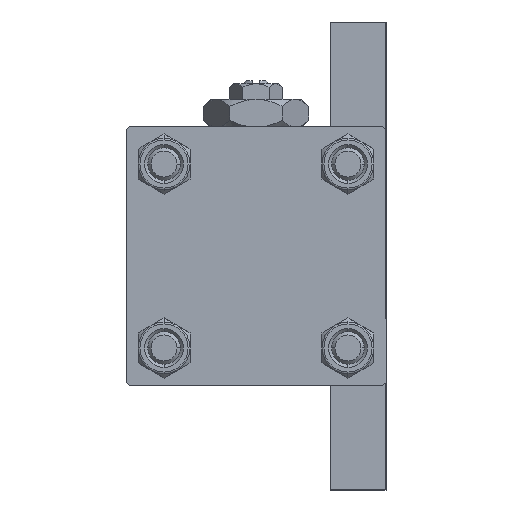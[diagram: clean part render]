
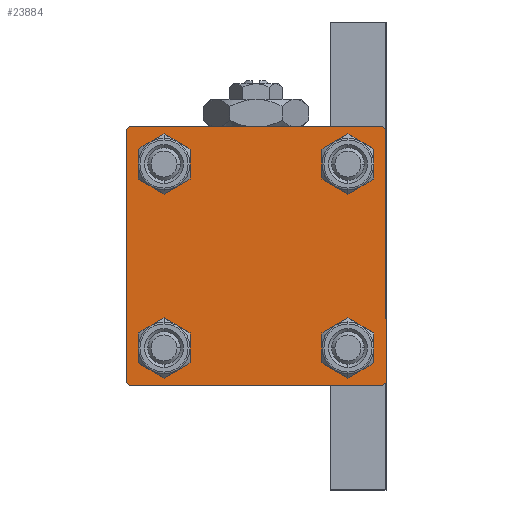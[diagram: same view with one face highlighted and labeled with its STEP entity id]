
A CAD part, left-side view. The second image highlights one B-rep face of the part: STEP entity #23884.
In plain terms, the highlighted planar face has unit normal (-1, 0, 0).
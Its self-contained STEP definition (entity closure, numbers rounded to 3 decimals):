
#19 = VECTOR ( 'NONE', #36313, 1000. ) ;
#359 = DIRECTION ( 'NONE',  ( 1., 0., 0. ) ) ;
#408 = ORIENTED_EDGE ( 'NONE', *, *, #771, .T. ) ;
#771 = EDGE_CURVE ( 'NONE', #32650, #16031, #33796, .T. ) ;
#1239 = ORIENTED_EDGE ( 'NONE', *, *, #34390, .T. ) ;
#1351 = CIRCLE ( 'NONE', #7840, 3. ) ;
#1787 = CARTESIAN_POINT ( 'NONE',  ( 0., -14.15, -17.15 ) ) ;
#1790 = EDGE_LOOP ( 'NONE', ( #16974, #3610 ) ) ;
#1951 = VECTOR ( 'NONE', #41469, 1000. ) ;
#2101 = ORIENTED_EDGE ( 'NONE', *, *, #39465, .T. ) ;
#2246 = EDGE_CURVE ( 'NONE', #45653, #37947, #2622, .T. ) ;
#2283 = VECTOR ( 'NONE', #19561, 1000. ) ;
#2322 = VERTEX_POINT ( 'NONE', #7951 ) ;
#2524 = ORIENTED_EDGE ( 'NONE', *, *, #48667, .T. ) ;
#2622 = LINE ( 'NONE', #18105, #1951 ) ;
#2968 = EDGE_LOOP ( 'NONE', ( #14896, #15396 ) ) ;
#3455 = DIRECTION ( 'NONE',  ( 1., 0., 0. ) ) ;
#3610 = ORIENTED_EDGE ( 'NONE', *, *, #29724, .T. ) ;
#5937 = DIRECTION ( 'NONE',  ( 0., 0., -1. ) ) ;
#6278 = DIRECTION ( 'NONE',  ( 0., 0., 1. ) ) ;
#6297 = CARTESIAN_POINT ( 'NONE',  ( 0., -20., -19.5 ) ) ;
#6782 = ORIENTED_EDGE ( 'NONE', *, *, #19174, .T. ) ;
#7156 = DIRECTION ( 'NONE',  ( 1., 0., 0. ) ) ;
#7362 = VERTEX_POINT ( 'NONE', #32700 ) ;
#7513 = VECTOR ( 'NONE', #33024, 1000. ) ;
#7757 = CARTESIAN_POINT ( 'NONE',  ( 0., 14.15, -14.15 ) ) ;
#7790 = CIRCLE ( 'NONE', #14275, 3. ) ;
#7840 = AXIS2_PLACEMENT_3D ( 'NONE', #26947, #41430, #22395 ) ;
#7951 = CARTESIAN_POINT ( 'NONE',  ( 0., 14.15, 11.15 ) ) ;
#8501 = EDGE_LOOP ( 'NONE', ( #19667, #6782 ) ) ;
#8545 = CIRCLE ( 'NONE', #35346, 3. ) ;
#9037 = DIRECTION ( 'NONE',  ( 0., 0., 1. ) ) ;
#9211 = VERTEX_POINT ( 'NONE', #17564 ) ;
#9275 = DIRECTION ( 'NONE',  ( 1., 0., 0. ) ) ;
#9331 = EDGE_CURVE ( 'NONE', #21937, #44077, #14686, .T. ) ;
#9601 = EDGE_CURVE ( 'NONE', #31641, #37947, #9872, .T. ) ;
#9662 = VERTEX_POINT ( 'NONE', #35240 ) ;
#9761 = LINE ( 'NONE', #48344, #31537 ) ;
#9872 = LINE ( 'NONE', #10380, #37716 ) ;
#10143 = DIRECTION ( 'NONE',  ( 0., 0., 1. ) ) ;
#10380 = CARTESIAN_POINT ( 'NONE',  ( 0., 20., 20. ) ) ;
#10873 = CARTESIAN_POINT ( 'NONE',  ( 0., 20., -20. ) ) ;
#11695 = ORIENTED_EDGE ( 'NONE', *, *, #9601, .F. ) ;
#11725 = AXIS2_PLACEMENT_3D ( 'NONE', #42263, #22966, #30829 ) ;
#11790 = FACE_OUTER_BOUND ( 'NONE', #31861, .T. ) ;
#12046 = FACE_BOUND ( 'NONE', #2968, .T. ) ;
#12162 = CARTESIAN_POINT ( 'NONE',  ( 0., -14.15, 11.15 ) ) ;
#14275 = AXIS2_PLACEMENT_3D ( 'NONE', #7757, #3455, #34413 ) ;
#14508 = CARTESIAN_POINT ( 'NONE',  ( 0., -20., 19.5 ) ) ;
#14648 = CARTESIAN_POINT ( 'NONE',  ( 0., 14.15, 14.15 ) ) ;
#14686 = LINE ( 'NONE', #10873, #49048 ) ;
#14780 = EDGE_CURVE ( 'NONE', #9211, #18983, #7790, .T. ) ;
#14896 = ORIENTED_EDGE ( 'NONE', *, *, #14780, .T. ) ;
#15396 = ORIENTED_EDGE ( 'NONE', *, *, #36480, .T. ) ;
#15665 = EDGE_CURVE ( 'NONE', #45653, #49093, #9761, .T. ) ;
#15708 = CARTESIAN_POINT ( 'NONE',  ( 0., 20., -19.5 ) ) ;
#16031 = VERTEX_POINT ( 'NONE', #15708 ) ;
#16426 = AXIS2_PLACEMENT_3D ( 'NONE', #36452, #9275, #28825 ) ;
#16905 = EDGE_CURVE ( 'NONE', #9662, #23170, #38238, .T. ) ;
#16974 = ORIENTED_EDGE ( 'NONE', *, *, #21568, .T. ) ;
#17544 = LINE ( 'NONE', #17789, #7513 ) ;
#17564 = CARTESIAN_POINT ( 'NONE',  ( 0., 14.15, -11.15 ) ) ;
#17789 = CARTESIAN_POINT ( 'NONE',  ( 0., 19.75, 19.75 ) ) ;
#18105 = CARTESIAN_POINT ( 'NONE',  ( 0., -19.75, 19.75 ) ) ;
#18569 = DIRECTION ( 'NONE',  ( 0., 0., -1. ) ) ;
#18911 = FACE_BOUND ( 'NONE', #1790, .T. ) ;
#18977 = DIRECTION ( 'NONE',  ( 1., 0., 0. ) ) ;
#18983 = VERTEX_POINT ( 'NONE', #34197 ) ;
#19169 = FACE_BOUND ( 'NONE', #22157, .T. ) ;
#19174 = EDGE_CURVE ( 'NONE', #23170, #9662, #24547, .T. ) ;
#19423 = PLANE ( 'NONE',  #11725 ) ;
#19485 = CARTESIAN_POINT ( 'NONE',  ( 0., -14.15, -11.15 ) ) ;
#19561 = DIRECTION ( 'NONE',  ( 0., -0.707, -0.707 ) ) ;
#19667 = ORIENTED_EDGE ( 'NONE', *, *, #16905, .T. ) ;
#19918 = FACE_BOUND ( 'NONE', #8501, .T. ) ;
#20065 = LINE ( 'NONE', #38853, #2283 ) ;
#20451 = CARTESIAN_POINT ( 'NONE',  ( 0., -19.5, 20. ) ) ;
#20569 = CIRCLE ( 'NONE', #45713, 3. ) ;
#20845 = LINE ( 'NONE', #32493, #19 ) ;
#21568 = EDGE_CURVE ( 'NONE', #23674, #30556, #20569, .T. ) ;
#21584 = CARTESIAN_POINT ( 'NONE',  ( 0., -14.15, -14.15 ) ) ;
#21937 = VERTEX_POINT ( 'NONE', #47737 ) ;
#22157 = EDGE_LOOP ( 'NONE', ( #24768, #2524 ) ) ;
#22395 = DIRECTION ( 'NONE',  ( 0., 0., 1. ) ) ;
#22661 = DIRECTION ( 'NONE',  ( 0., 0., 1. ) ) ;
#22966 = DIRECTION ( 'NONE',  ( -1., 0., 0. ) ) ;
#23170 = VERTEX_POINT ( 'NONE', #12162 ) ;
#23674 = VERTEX_POINT ( 'NONE', #19485 ) ;
#23884 = ADVANCED_FACE ( 'NONE', ( #19918, #18911, #12046, #19169, #11790 ), #19423, .T. ) ;
#24547 = CIRCLE ( 'NONE', #16426, 3. ) ;
#24768 = ORIENTED_EDGE ( 'NONE', *, *, #41885, .T. ) ;
#25564 = DIRECTION ( 'NONE',  ( 1., 0., 0. ) ) ;
#26270 = ORIENTED_EDGE ( 'NONE', *, *, #15665, .F. ) ;
#26671 = CARTESIAN_POINT ( 'NONE',  ( 0., 19.5, 20. ) ) ;
#26947 = CARTESIAN_POINT ( 'NONE',  ( 0., 14.15, 14.15 ) ) ;
#28825 = DIRECTION ( 'NONE',  ( 0., 0., 1. ) ) ;
#28842 = CARTESIAN_POINT ( 'NONE',  ( 0., 14.15, -14.15 ) ) ;
#29064 = AXIS2_PLACEMENT_3D ( 'NONE', #28842, #44343, #9037 ) ;
#29724 = EDGE_CURVE ( 'NONE', #30556, #23674, #8545, .T. ) ;
#30556 = VERTEX_POINT ( 'NONE', #1787 ) ;
#30829 = DIRECTION ( 'NONE',  ( 0., 0., 1. ) ) ;
#31240 = ORIENTED_EDGE ( 'NONE', *, *, #2246, .T. ) ;
#31537 = VECTOR ( 'NONE', #5937, 1000. ) ;
#31641 = VERTEX_POINT ( 'NONE', #26671 ) ;
#31861 = EDGE_LOOP ( 'NONE', ( #408, #1239, #49888, #2101, #26270, #31240, #11695, #44671 ) ) ;
#32493 = CARTESIAN_POINT ( 'NONE',  ( 0., -19.75, -19.75 ) ) ;
#32496 = AXIS2_PLACEMENT_3D ( 'NONE', #49550, #7156, #22661 ) ;
#32650 = VERTEX_POINT ( 'NONE', #37686 ) ;
#32700 = CARTESIAN_POINT ( 'NONE',  ( 0., 14.15, 17.15 ) ) ;
#33024 = DIRECTION ( 'NONE',  ( 0., 0.707, -0.707 ) ) ;
#33796 = LINE ( 'NONE', #49278, #39972 ) ;
#33928 = CIRCLE ( 'NONE', #29064, 3. ) ;
#34197 = CARTESIAN_POINT ( 'NONE',  ( 0., 14.15, -17.15 ) ) ;
#34390 = EDGE_CURVE ( 'NONE', #16031, #21937, #20065, .T. ) ;
#34413 = DIRECTION ( 'NONE',  ( 0., 0., 1. ) ) ;
#34742 = DIRECTION ( 'NONE',  ( 0., -1., 0. ) ) ;
#34882 = CARTESIAN_POINT ( 'NONE',  ( 0., -14.15, -14.15 ) ) ;
#35240 = CARTESIAN_POINT ( 'NONE',  ( 0., -14.15, 17.15 ) ) ;
#35346 = AXIS2_PLACEMENT_3D ( 'NONE', #21584, #18977, #10143 ) ;
#36313 = DIRECTION ( 'NONE',  ( 0., -0.707, 0.707 ) ) ;
#36452 = CARTESIAN_POINT ( 'NONE',  ( 0., -14.15, 14.15 ) ) ;
#36480 = EDGE_CURVE ( 'NONE', #18983, #9211, #33928, .T. ) ;
#36957 = CARTESIAN_POINT ( 'NONE',  ( 0., -19.5, -20. ) ) ;
#37686 = CARTESIAN_POINT ( 'NONE',  ( 0., 20., 19.5 ) ) ;
#37716 = VECTOR ( 'NONE', #41352, 1000. ) ;
#37947 = VERTEX_POINT ( 'NONE', #20451 ) ;
#38197 = CIRCLE ( 'NONE', #44676, 3. ) ;
#38238 = CIRCLE ( 'NONE', #32496, 3. ) ;
#38853 = CARTESIAN_POINT ( 'NONE',  ( 0., 19.75, -19.75 ) ) ;
#39465 = EDGE_CURVE ( 'NONE', #44077, #49093, #20845, .T. ) ;
#39972 = VECTOR ( 'NONE', #18569, 1000. ) ;
#41352 = DIRECTION ( 'NONE',  ( 0., -1., 0. ) ) ;
#41430 = DIRECTION ( 'NONE',  ( 1., 0., 0. ) ) ;
#41469 = DIRECTION ( 'NONE',  ( 0., 0.707, 0.707 ) ) ;
#41885 = EDGE_CURVE ( 'NONE', #7362, #2322, #38197, .T. ) ;
#42256 = DIRECTION ( 'NONE',  ( 0., 0., 1. ) ) ;
#42263 = CARTESIAN_POINT ( 'NONE',  ( 0., 0., 0. ) ) ;
#43594 = EDGE_CURVE ( 'NONE', #31641, #32650, #17544, .T. ) ;
#44077 = VERTEX_POINT ( 'NONE', #36957 ) ;
#44343 = DIRECTION ( 'NONE',  ( 1., 0., 0. ) ) ;
#44671 = ORIENTED_EDGE ( 'NONE', *, *, #43594, .T. ) ;
#44676 = AXIS2_PLACEMENT_3D ( 'NONE', #14648, #25564, #6278 ) ;
#45653 = VERTEX_POINT ( 'NONE', #14508 ) ;
#45713 = AXIS2_PLACEMENT_3D ( 'NONE', #34882, #359, #42256 ) ;
#47737 = CARTESIAN_POINT ( 'NONE',  ( 0., 19.5, -20. ) ) ;
#48344 = CARTESIAN_POINT ( 'NONE',  ( 0., -20., 20. ) ) ;
#48667 = EDGE_CURVE ( 'NONE', #2322, #7362, #1351, .T. ) ;
#49048 = VECTOR ( 'NONE', #34742, 1000. ) ;
#49093 = VERTEX_POINT ( 'NONE', #6297 ) ;
#49278 = CARTESIAN_POINT ( 'NONE',  ( 0., 20., 20. ) ) ;
#49550 = CARTESIAN_POINT ( 'NONE',  ( 0., -14.15, 14.15 ) ) ;
#49888 = ORIENTED_EDGE ( 'NONE', *, *, #9331, .T. ) ;
